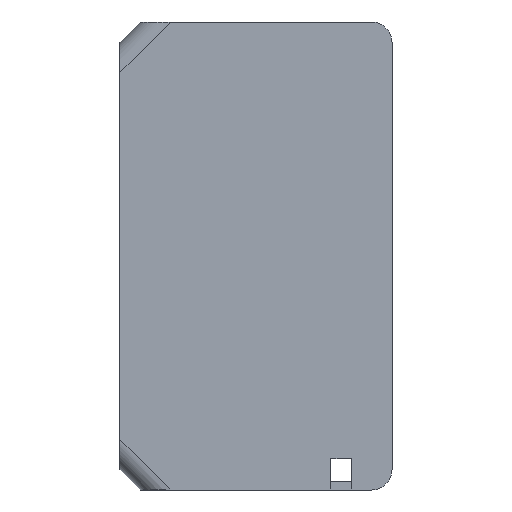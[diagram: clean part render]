
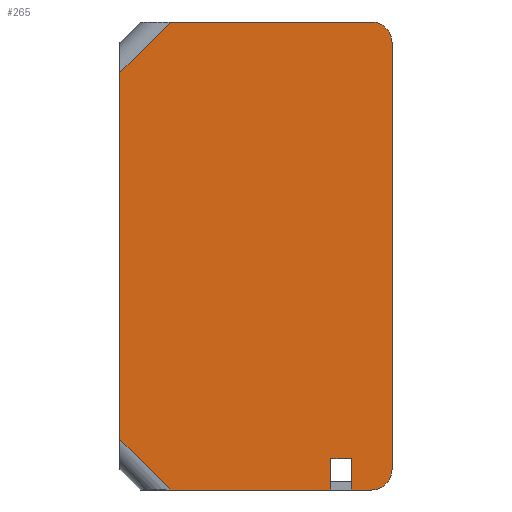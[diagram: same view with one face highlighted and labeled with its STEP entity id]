
A CAD part, front view. The second image highlights one B-rep face of the part: STEP entity #265.
In plain terms, the highlighted planar face has unit normal (0, -1, 0).
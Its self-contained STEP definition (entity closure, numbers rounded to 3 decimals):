
#4 = EDGE_CURVE ( 'NONE', #960, #1661, #846, .T. ) ;
#14 = CARTESIAN_POINT ( 'NONE',  ( -132.384, -105.833, -8.223 ) ) ;
#21 = AXIS2_PLACEMENT_3D ( 'NONE', #182, #976, #1104 ) ;
#27 = VECTOR ( 'NONE', #2433, 1000. ) ;
#53 = EDGE_LOOP ( 'NONE', ( #1028, #2307, #1936, #884, #1213, #914, #401, #1135, #1458, #186, #958, #2101 ) ) ;
#76 = DIRECTION ( 'NONE',  ( 0., 0., -1. ) ) ;
#82 = VECTOR ( 'NONE', #2238, 1000. ) ;
#130 = DIRECTION ( 'NONE',  ( 0., 0., -1. ) ) ;
#131 = VERTEX_POINT ( 'NONE', #302 ) ;
#134 = CARTESIAN_POINT ( 'NONE',  ( -35.726, -105.833, -18.223 ) ) ;
#136 = VERTEX_POINT ( 'NONE', #1053 ) ;
#139 = EDGE_CURVE ( 'NONE', #136, #1661, #2146, .T. ) ;
#165 = EDGE_CURVE ( 'NONE', #205, #1961, #2027, .T. ) ;
#182 = CARTESIAN_POINT ( 'NONE',  ( -91.126, -105.833, -126.723 ) ) ;
#186 = ORIENTED_EDGE ( 'NONE', *, *, #333, .T. ) ;
#205 = VERTEX_POINT ( 'NONE', #14 ) ;
#213 = EDGE_CURVE ( 'NONE', #136, #1959, #881, .T. ) ;
#265 = ADVANCED_FACE ( 'NONE', ( #2301 ), #2173, .F. ) ;
#281 = LINE ( 'NONE', #2072, #2420 ) ;
#285 = DIRECTION ( 'NONE',  ( -1., 0., 0. ) ) ;
#302 = CARTESIAN_POINT ( 'NONE',  ( -156.526, -105.833, -209.081 ) ) ;
#317 = EDGE_CURVE ( 'NONE', #1490, #205, #700, .T. ) ;
#331 = CARTESIAN_POINT ( 'NONE',  ( -45.278, -105.833, -218.223 ) ) ;
#333 = EDGE_CURVE ( 'NONE', #131, #730, #1589, .T. ) ;
#334 = DIRECTION ( 'NONE',  ( 0., 0., -1. ) ) ;
#368 = VECTOR ( 'NONE', #885, 1000. ) ;
#393 = CARTESIAN_POINT ( 'NONE',  ( -25.726, -105.833, -233.223 ) ) ;
#401 = ORIENTED_EDGE ( 'NONE', *, *, #317, .T. ) ;
#449 = CARTESIAN_POINT ( 'NONE',  ( -45.278, -105.833, -233.223 ) ) ;
#484 = CARTESIAN_POINT ( 'NONE',  ( -139.455, -105.833, -226.152 ) ) ;
#507 = CIRCLE ( 'NONE', #2317, 10. ) ;
#538 = CARTESIAN_POINT ( 'NONE',  ( -25.726, -105.833, -8.223 ) ) ;
#636 = VECTOR ( 'NONE', #285, 1000. ) ;
#700 = LINE ( 'NONE', #1425, #636 ) ;
#730 = VERTEX_POINT ( 'NONE', #1562 ) ;
#800 = VECTOR ( 'NONE', #334, 1000. ) ;
#846 = LINE ( 'NONE', #538, #1348 ) ;
#855 = VERTEX_POINT ( 'NONE', #2230 ) ;
#881 = LINE ( 'NONE', #393, #368 ) ;
#884 = ORIENTED_EDGE ( 'NONE', *, *, #139, .T. ) ;
#885 = DIRECTION ( 'NONE',  ( -1., 0., 0. ) ) ;
#894 = EDGE_CURVE ( 'NONE', #855, #1959, #2293, .T. ) ;
#914 = ORIENTED_EDGE ( 'NONE', *, *, #1856, .T. ) ;
#939 = EDGE_CURVE ( 'NONE', #1961, #131, #281, .T. ) ;
#958 = ORIENTED_EDGE ( 'NONE', *, *, #1846, .F. ) ;
#960 = VERTEX_POINT ( 'NONE', #2181 ) ;
#967 = EDGE_CURVE ( 'NONE', #2488, #2428, #2200, .T. ) ;
#976 = DIRECTION ( 'NONE',  ( 0., 1., 0. ) ) ;
#988 = VECTOR ( 'NONE', #1316, 1000. ) ;
#1028 = ORIENTED_EDGE ( 'NONE', *, *, #1086, .F. ) ;
#1053 = CARTESIAN_POINT ( 'NONE',  ( -35.726, -105.833, -233.223 ) ) ;
#1064 = CARTESIAN_POINT ( 'NONE',  ( -35.726, -105.833, -223.223 ) ) ;
#1075 = LINE ( 'NONE', #2050, #27 ) ;
#1086 = EDGE_CURVE ( 'NONE', #855, #2488, #1144, .T. ) ;
#1104 = DIRECTION ( 'NONE',  ( 0., 0., -1. ) ) ;
#1135 = ORIENTED_EDGE ( 'NONE', *, *, #165, .T. ) ;
#1144 = LINE ( 'NONE', #331, #2186 ) ;
#1213 = ORIENTED_EDGE ( 'NONE', *, *, #4, .F. ) ;
#1217 = CARTESIAN_POINT ( 'NONE',  ( -156.526, -105.833, -32.365 ) ) ;
#1260 = DIRECTION ( 'NONE',  ( 0., -1., 0. ) ) ;
#1267 = DIRECTION ( 'NONE',  ( 0., -1., 0. ) ) ;
#1301 = DIRECTION ( 'NONE',  ( 0., 0., -1. ) ) ;
#1316 = DIRECTION ( 'NONE',  ( -0.707, 0., -0.707 ) ) ;
#1348 = VECTOR ( 'NONE', #1887, 1000. ) ;
#1425 = CARTESIAN_POINT ( 'NONE',  ( -25.726, -105.833, -8.223 ) ) ;
#1458 = ORIENTED_EDGE ( 'NONE', *, *, #939, .T. ) ;
#1490 = VERTEX_POINT ( 'NONE', #2035 ) ;
#1506 = CARTESIAN_POINT ( 'NONE',  ( -55.128, -105.833, -218.223 ) ) ;
#1562 = CARTESIAN_POINT ( 'NONE',  ( -132.384, -105.833, -233.223 ) ) ;
#1589 = LINE ( 'NONE', #484, #82 ) ;
#1640 = CARTESIAN_POINT ( 'NONE',  ( -149.455, -105.833, -25.294 ) ) ;
#1661 = VERTEX_POINT ( 'NONE', #1725 ) ;
#1725 = CARTESIAN_POINT ( 'NONE',  ( -25.726, -105.833, -223.223 ) ) ;
#1772 = CARTESIAN_POINT ( 'NONE',  ( -55.128, -105.833, -233.223 ) ) ;
#1846 = EDGE_CURVE ( 'NONE', #2428, #730, #1075, .T. ) ;
#1847 = CARTESIAN_POINT ( 'NONE',  ( -45.278, -105.833, -218.223 ) ) ;
#1856 = EDGE_CURVE ( 'NONE', #960, #1490, #507, .T. ) ;
#1873 = VECTOR ( 'NONE', #76, 1000. ) ;
#1887 = DIRECTION ( 'NONE',  ( 0., 0., -1. ) ) ;
#1936 = ORIENTED_EDGE ( 'NONE', *, *, #213, .F. ) ;
#1959 = VERTEX_POINT ( 'NONE', #449 ) ;
#1961 = VERTEX_POINT ( 'NONE', #1217 ) ;
#2027 = LINE ( 'NONE', #1640, #988 ) ;
#2035 = CARTESIAN_POINT ( 'NONE',  ( -35.726, -105.833, -8.223 ) ) ;
#2050 = CARTESIAN_POINT ( 'NONE',  ( -25.726, -105.833, -233.223 ) ) ;
#2072 = CARTESIAN_POINT ( 'NONE',  ( -156.526, -105.833, -8.223 ) ) ;
#2084 = AXIS2_PLACEMENT_3D ( 'NONE', #1064, #1260, #130 ) ;
#2101 = ORIENTED_EDGE ( 'NONE', *, *, #967, .F. ) ;
#2146 = CIRCLE ( 'NONE', #2084, 10. ) ;
#2173 = PLANE ( 'NONE',  #21 ) ;
#2181 = CARTESIAN_POINT ( 'NONE',  ( -25.726, -105.833, -18.223 ) ) ;
#2186 = VECTOR ( 'NONE', #2441, 1000. ) ;
#2200 = LINE ( 'NONE', #2366, #1873 ) ;
#2230 = CARTESIAN_POINT ( 'NONE',  ( -45.278, -105.833, -218.223 ) ) ;
#2238 = DIRECTION ( 'NONE',  ( 0.707, 0., -0.707 ) ) ;
#2293 = LINE ( 'NONE', #1847, #800 ) ;
#2301 = FACE_OUTER_BOUND ( 'NONE', #53, .T. ) ;
#2307 = ORIENTED_EDGE ( 'NONE', *, *, #894, .T. ) ;
#2317 = AXIS2_PLACEMENT_3D ( 'NONE', #134, #1267, #2419 ) ;
#2366 = CARTESIAN_POINT ( 'NONE',  ( -55.128, -105.833, -218.223 ) ) ;
#2419 = DIRECTION ( 'NONE',  ( 0., 0., -1. ) ) ;
#2420 = VECTOR ( 'NONE', #1301, 1000. ) ;
#2428 = VERTEX_POINT ( 'NONE', #1772 ) ;
#2433 = DIRECTION ( 'NONE',  ( -1., 0., 0. ) ) ;
#2441 = DIRECTION ( 'NONE',  ( -1., 0., 0. ) ) ;
#2488 = VERTEX_POINT ( 'NONE', #1506 ) ;
